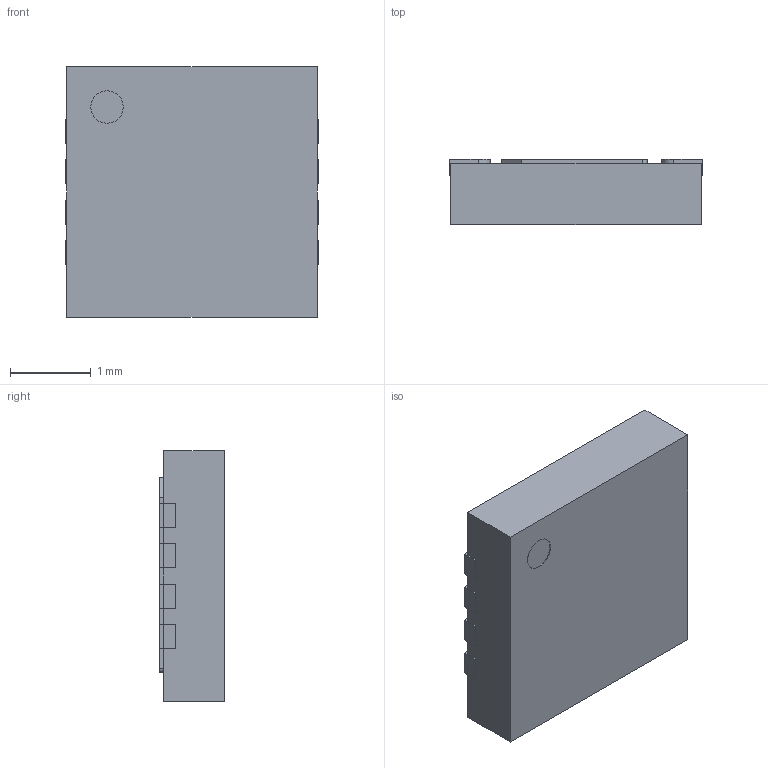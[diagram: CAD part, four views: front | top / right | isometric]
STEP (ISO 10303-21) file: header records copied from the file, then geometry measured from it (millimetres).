
FILE_DESCRIPTION (( 'STEP AP214' ), '1' );
FILE_NAME ('User Library-My-DFN-8-3x3-0.5.STEP', '2019-01-27T20:42:14', ( '' ), ( '' ), 'SwSTEP 2.0', 'SolidWorks 2019', '' );
FILE_SCHEMA (( 'AUTOMOTIVE_DESIGN' ));
Length unit declared in the file: millimetre
Products named in the file (12): User Library-My-DFN-8-3x3-0.5_14; User Library-My-DFN-8-3x3-0.5_2; User Library-My-DFN-8-3x3-0.5_11; User Library-My-DFN-8-3x3-0.5_12; User Library-My-DFN-8-3x3-0.5; User Library-My-DFN-8-3x3-0.5_Body; User Library-My-DFN-8-3x3-0.5_13; User Library-My-DFN-8-3x3-0.5_TP; User Library-My-DFN-8-3x3-0.5_3; User Library-My-DFN-8-3x3-0.5_Part 11; User Library-My-DFN-8-3x3-0.5_4; User Library-My-DFN-8-3x3-0.5_1
Assembly tree (11 placements, depth 2):
  User Library-My-DFN-8-3x3-0.5
    User Library-My-DFN-8-3x3-0.5_Part 11
    User Library-My-DFN-8-3x3-0.5_Body
    User Library-My-DFN-8-3x3-0.5_14
    User Library-My-DFN-8-3x3-0.5_13
    User Library-My-DFN-8-3x3-0.5_2
    User Library-My-DFN-8-3x3-0.5_1
    User Library-My-DFN-8-3x3-0.5_11
    User Library-My-DFN-8-3x3-0.5_3
    User Library-My-DFN-8-3x3-0.5_12
    User Library-My-DFN-8-3x3-0.5_4
    User Library-My-DFN-8-3x3-0.5_TP
Bounding box: 3.12 x 0.8 x 3.1 mm (x, y, z)
Surface area: 43.7 mm2
Topology: 11 solids, 11 shells, 71 faces, 144 edges, 96 vertices
Faces by surface type: plane 56, cylinder 15
Entity records: 3135 total; most frequent: DIRECTION 344, CARTESIAN_POINT 325, ORIENTED_EDGE 288, EDGE_CURVE 144, AXIS2_PLACEMENT_3D 115, VECTOR 114, LINE 114, UNCERTAINTY_MEASURE_WITH_UNIT 105
